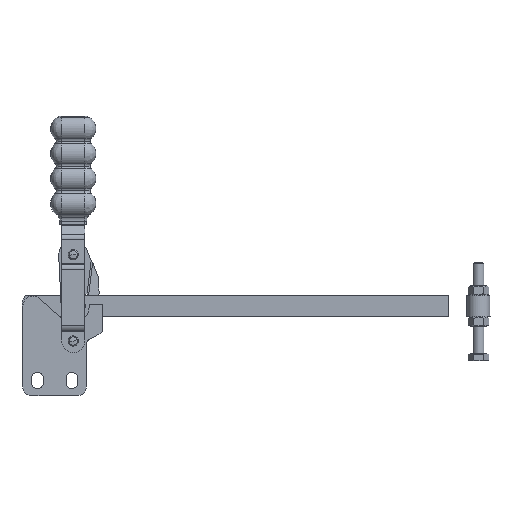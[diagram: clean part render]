
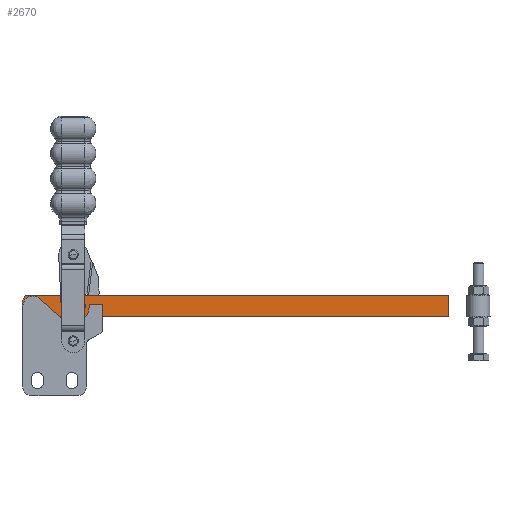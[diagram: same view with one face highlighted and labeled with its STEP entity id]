
A CAD part, top view. The second image highlights one B-rep face of the part: STEP entity #2670.
In plain terms, the highlighted planar face has unit normal (0, 0, 1).
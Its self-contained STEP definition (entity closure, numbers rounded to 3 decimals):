
#2337=CARTESIAN_POINT('',(30.7,6.,6.));
#2338=VERTEX_POINT('',#2337);
#2354=CARTESIAN_POINT('',(25.7,6.,6.));
#2355=VERTEX_POINT('',#2354);
#2362=CARTESIAN_POINT('',(28.2,6.,6.));
#2363=DIRECTION('',(0.0,0.0,-1.0));
#2364=DIRECTION('',(1.0,0.0,0.0));
#2365=AXIS2_PLACEMENT_3D('',#2362,#2363,#2364);
#2366=CIRCLE('',#2365,2.5);
#2367=EDGE_CURVE('',#2338,#2355,#2366,.T.);
#2400=CARTESIAN_POINT('',(8.5,6.,6.));
#2401=VERTEX_POINT('',#2400);
#2417=CARTESIAN_POINT('',(3.5,6.,6.));
#2418=VERTEX_POINT('',#2417);
#2425=CARTESIAN_POINT('',(6.,6.,6.));
#2426=DIRECTION('',(0.0,0.0,-1.0));
#2427=DIRECTION('',(1.0,0.0,0.0));
#2428=AXIS2_PLACEMENT_3D('',#2425,#2426,#2427);
#2429=CIRCLE('',#2428,2.5);
#2430=EDGE_CURVE('',#2401,#2418,#2429,.T.);
#2450=CARTESIAN_POINT('',(235.49,12.,6.));
#2451=VERTEX_POINT('',#2450);
#2458=CARTESIAN_POINT('',(235.49,0.,6.));
#2459=VERTEX_POINT('',#2458);
#2460=CARTESIAN_POINT('',(235.49,0.,6.));
#2461=DIRECTION('',(0.0,1.0,0.0));
#2462=VECTOR('',#2461,12.);
#2463=LINE('',#2460,#2462);
#2464=EDGE_CURVE('',#2459,#2451,#2463,.T.);
#2502=CARTESIAN_POINT('',(6.,6.,6.));
#2503=DIRECTION('',(0.0,0.0,-1.0));
#2504=DIRECTION('',(1.0,0.0,0.0));
#2505=AXIS2_PLACEMENT_3D('',#2502,#2503,#2504);
#2506=CIRCLE('',#2505,2.5);
#2507=EDGE_CURVE('',#2418,#2401,#2506,.T.);
#2547=CARTESIAN_POINT('',(28.2,6.,6.));
#2548=DIRECTION('',(0.0,0.0,-1.0));
#2549=DIRECTION('',(1.0,0.0,0.0));
#2550=AXIS2_PLACEMENT_3D('',#2547,#2548,#2549);
#2551=CIRCLE('',#2550,2.5);
#2552=EDGE_CURVE('',#2355,#2338,#2551,.T.);
#2570=CARTESIAN_POINT('',(2.,0.0,6.));
#2571=VERTEX_POINT('',#2570);
#2572=CARTESIAN_POINT('',(235.49,0.,6.));
#2573=DIRECTION('',(-1.0,0.0,0.0));
#2574=VECTOR('',#2573,233.49);
#2575=LINE('',#2572,#2574);
#2576=EDGE_CURVE('',#2459,#2571,#2575,.T.);
#2601=CARTESIAN_POINT('',(2.,12.,6.));
#2602=VERTEX_POINT('',#2601);
#2603=CARTESIAN_POINT('',(10.,6.,6.));
#2604=DIRECTION('',(0.0,0.0,-1.));
#2605=DIRECTION('',(0.8,-0.6,0.0));
#2606=AXIS2_PLACEMENT_3D('',#2603,#2604,#2605);
#2607=CIRCLE('',#2606,10.);
#2608=EDGE_CURVE('',#2571,#2602,#2607,.T.);
#2634=CARTESIAN_POINT('',(235.49,12.,6.));
#2635=DIRECTION('',(-1.0,0.0,0.0));
#2636=VECTOR('',#2635,233.49);
#2637=LINE('',#2634,#2636);
#2638=EDGE_CURVE('',#2451,#2602,#2637,.T.);
#2651=CARTESIAN_POINT('',(46.234,6.,6.));
#2652=DIRECTION('',(0.0,0.0,1.0));
#2653=DIRECTION('',(1.0,0.0,0.0));
#2654=AXIS2_PLACEMENT_3D('',#2651,#2652,#2653);
#2655=PLANE('',#2654);
#2656=ORIENTED_EDGE('',*,*,#2576,.F.);
#2657=ORIENTED_EDGE('',*,*,#2464,.T.);
#2658=ORIENTED_EDGE('',*,*,#2638,.T.);
#2659=ORIENTED_EDGE('',*,*,#2608,.F.);
#2660=EDGE_LOOP('',(#2656,#2657,#2658,#2659));
#2661=FACE_OUTER_BOUND('',#2660,.T.);
#2662=ORIENTED_EDGE('',*,*,#2430,.T.);
#2663=ORIENTED_EDGE('',*,*,#2507,.T.);
#2664=EDGE_LOOP('',(#2662,#2663));
#2665=FACE_BOUND('',#2664,.T.);
#2666=ORIENTED_EDGE('',*,*,#2367,.T.);
#2667=ORIENTED_EDGE('',*,*,#2552,.T.);
#2668=EDGE_LOOP('',(#2666,#2667));
#2669=FACE_BOUND('',#2668,.T.);
#2670=ADVANCED_FACE('',(#2661,#2665,#2669),#2655,.T.);
